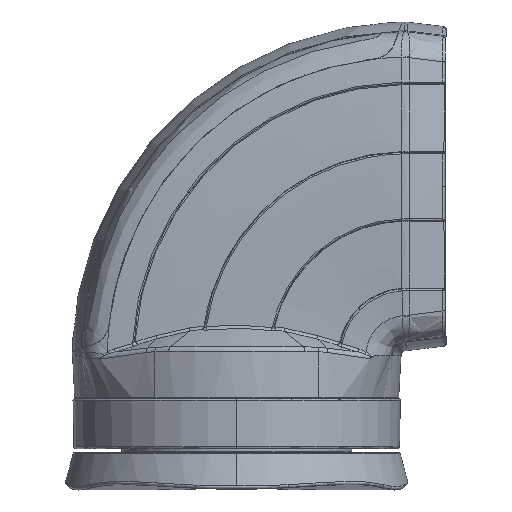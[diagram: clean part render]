
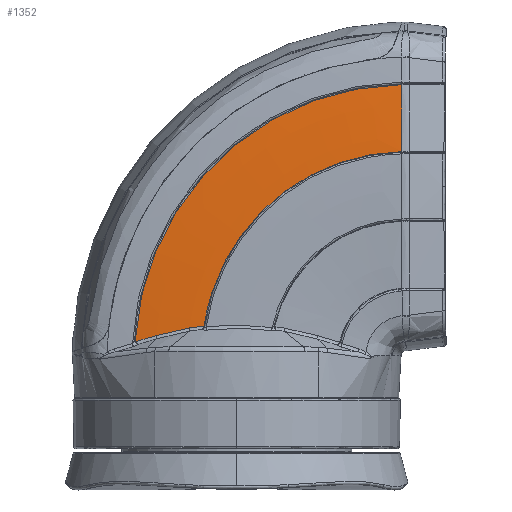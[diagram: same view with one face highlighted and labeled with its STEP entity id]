
A CAD part, left-side view. The second image highlights one B-rep face of the part: STEP entity #1352.
In plain terms, the highlighted toroidal (fillet/blend) face has major radius 67.882 mm and minor radius 403.824 mm.
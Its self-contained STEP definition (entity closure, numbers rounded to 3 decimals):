
#1352 = ADVANCED_FACE ( 'NONE', ( #118108 ), #90852, .T. ) ;
#2818 = CARTESIAN_POINT ( 'NONE',  ( -18.718, 79.594, 144.578 ) ) ;
#3922 = CARTESIAN_POINT ( 'NONE',  ( -20.524, -8.197, 218.36 ) ) ;
#4370 = VERTEX_POINT ( 'NONE', #21776 ) ;
#5297 = CARTESIAN_POINT ( 'NONE',  ( -18.718, 79.594, 144.578 ) ) ;
#6171 = CARTESIAN_POINT ( 'NONE',  ( 383.058, -28.751, 138.989 ) ) ;
#8391 = EDGE_CURVE ( 'NONE', #4370, #53823, #120253, .T. ) ;
#8482 = CARTESIAN_POINT ( 'NONE',  ( -20.523, 52.252, 150.849 ) ) ;
#11647 = CARTESIAN_POINT ( 'NONE',  ( -20.072, 62.599, 149.378 ) ) ;
#12453 = EDGE_CURVE ( 'NONE', #59779, #70057, #111370, .T. ) ;
#12875 = CARTESIAN_POINT ( 'NONE',  ( -20.524, 40.856, 182.314 ) ) ;
#13310 = CARTESIAN_POINT ( 'NONE',  ( -20.524, 45.434, 173.902 ) ) ;
#14748 = ORIENTED_EDGE ( 'NONE', *, *, #121532, .F. ) ;
#15059 = B_SPLINE_CURVE_WITH_KNOTS ( 'NONE', 3,
 ( #92317, #71682, #51024, #19636 ),
 .UNSPECIFIED., .F., .F.,
 ( 4, 4 ),
 ( 0., 0.009 ),
 .UNSPECIFIED. ) ;
#15277 = EDGE_CURVE ( 'NONE', #82859, #59779, #82249, .T. ) ;
#16411 = B_SPLINE_CURVE_WITH_KNOTS ( 'NONE', 3,
 ( #82483, #106661, #33053, #3922, #74822, #65842, #23216, #75709, #33481, #74393, #106196, #85531, #12875, #13310, #44724, #115180, #85965, #116495 ),
 .UNSPECIFIED., .F., .F.,
 ( 4, 2, 2, 2, 2, 2, 2, 2, 4 ),
 ( 0., 0.124, 0.248, 0.372, 0.495, 0.619, 0.743, 0.867, 0.991 ),
 .UNSPECIFIED. ) ;
#16780 = CARTESIAN_POINT ( 'NONE',  ( -20.286, 58.099, 150.074 ) ) ;
#19636 = CARTESIAN_POINT ( 'NONE',  ( -18.718, 79.594, 144.578 ) ) ;
#20815 = CARTESIAN_POINT ( 'NONE',  ( -19.45, 71.371, 147.048 ) ) ;
#21776 = CARTESIAN_POINT ( 'NONE',  ( -20.523, 52.252, 150.849 ) ) ;
#23216 = CARTESIAN_POINT ( 'NONE',  ( -20.524, 9.657, 211.426 ) ) ;
#25789 = ORIENTED_EDGE ( 'NONE', *, *, #12453, .F. ) ;
#26584 = B_SPLINE_CURVE_WITH_KNOTS ( 'NONE', 3,
 ( #30949, #11647, #31387, #103234 ),
 .UNSPECIFIED., .F., .F.,
 ( 4, 4 ),
 ( 0., 0.014 ),
 .UNSPECIFIED. ) ;
#28902 = VERTEX_POINT ( 'NONE', #20815 ) ;
#28968 = CARTESIAN_POINT ( 'NONE',  ( -20.524, 52.212, 151.001 ) ) ;
#30949 = CARTESIAN_POINT ( 'NONE',  ( -20.286, 58.099, 150.074 ) ) ;
#31387 = CARTESIAN_POINT ( 'NONE',  ( -19.792, 67.022, 148.365 ) ) ;
#31918 = EDGE_CURVE ( 'NONE', #99128, #4370, #59950, .T. ) ;
#32871 = CARTESIAN_POINT ( 'NONE',  ( -18.71, 79.667, 144.701 ) ) ;
#33053 = CARTESIAN_POINT ( 'NONE',  ( -20.524, -17.593, 220.215 ) ) ;
#33481 = CARTESIAN_POINT ( 'NONE',  ( -20.524, 21.715, 203.607 ) ) ;
#36934 = AXIS2_PLACEMENT_3D ( 'NONE', #47425, #131311, #110234 ) ;
#37053 = CARTESIAN_POINT ( 'NONE',  ( -18.695, -27.154, 247.696 ) ) ;
#37537 = DIRECTION ( 'NONE',  ( 0., 0., 1. ) ) ;
#40477 = CARTESIAN_POINT ( 'NONE',  ( -18.695, 79.779, 145.394 ) ) ;
#42000 = ORIENTED_EDGE ( 'NONE', *, *, #111890, .F. ) ;
#43197 = CARTESIAN_POINT ( 'NONE',  ( -18.697, 79.777, 145.111 ) ) ;
#44724 = CARTESIAN_POINT ( 'NONE',  ( -20.524, 47.352, 169.495 ) ) ;
#45513 = EDGE_CURVE ( 'NONE', #28902, #82859, #15059, .T. ) ;
#47425 = CARTESIAN_POINT ( 'NONE',  ( -18.695, -28.751, 138.989 ) ) ;
#47440 = DIRECTION ( 'NONE',  ( -1., 0., 0. ) ) ;
#48737 = CARTESIAN_POINT ( 'NONE',  ( -19.603, -27.155, 238.761 ) ) ;
#50983 = CARTESIAN_POINT ( 'NONE',  ( -20.524, 52.215, 150.986 ) ) ;
#51024 = CARTESIAN_POINT ( 'NONE',  ( -18.991, 76.854, 145.394 ) ) ;
#53592 = CARTESIAN_POINT ( 'NONE',  ( -18.695, 79.788, 145.251 ) ) ;
#53823 = VERTEX_POINT ( 'NONE', #16780 ) ;
#54463 = ORIENTED_EDGE ( 'NONE', *, *, #31918, .F. ) ;
#57277 = CARTESIAN_POINT ( 'NONE',  ( -18.695, -27.154, 247.696 ) ) ;
#57754 = CARTESIAN_POINT ( 'NONE',  ( -20.213, -27.157, 229.799 ) ) ;
#59779 = VERTEX_POINT ( 'NONE', #40477 ) ;
#59950 = B_SPLINE_CURVE_WITH_KNOTS ( 'NONE', 3,
 ( #28968, #50983, #122777, #60457, #81034, #100812, #133081 ),
 .UNSPECIFIED., .F., .F.,
 ( 4, 3, 4 ),
 ( 0., 0., 0. ),
 .UNSPECIFIED. ) ;
#60457 = CARTESIAN_POINT ( 'NONE',  ( -20.523, 52.223, 150.955 ) ) ;
#65842 = CARTESIAN_POINT ( 'NONE',  ( -20.524, 5.346, 213.552 ) ) ;
#68074 = ORIENTED_EDGE ( 'NONE', *, *, #15277, .F. ) ;
#70057 = VERTEX_POINT ( 'NONE', #57277 ) ;
#71682 = CARTESIAN_POINT ( 'NONE',  ( -19.234, 74.113, 146.219 ) ) ;
#73498 = ORIENTED_EDGE ( 'NONE', *, *, #8391, .F. ) ;
#74393 = CARTESIAN_POINT ( 'NONE',  ( -20.524, 28.905, 197.281 ) ) ;
#74822 = CARTESIAN_POINT ( 'NONE',  ( -20.524, -3.581, 217.019 ) ) ;
#75709 = CARTESIAN_POINT ( 'NONE',  ( -20.524, 17.841, 206.453 ) ) ;
#76362 = AXIS2_PLACEMENT_3D ( 'NONE', #6171, #47440, #37537 ) ;
#78797 = CARTESIAN_POINT ( 'NONE',  ( -20.524, -27.159, 220.823 ) ) ;
#80265 = CARTESIAN_POINT ( 'NONE',  ( -20.457, 54.207, 150.634 ) ) ;
#81034 = CARTESIAN_POINT ( 'NONE',  ( -20.523, 52.231, 150.919 ) ) ;
#81464 = ORIENTED_EDGE ( 'NONE', *, *, #84535, .T. ) ;
#82249 = B_SPLINE_CURVE_WITH_KNOTS ( 'NONE', 3,
 ( #2818, #32871, #104692, #43197, #53592, #125336 ),
 .UNSPECIFIED., .F., .F.,
 ( 4, 2, 4 ),
 ( 0., 0., 0.001 ),
 .UNSPECIFIED. ) ;
#82483 = CARTESIAN_POINT ( 'NONE',  ( -20.524, -27.159, 220.823 ) ) ;
#82859 = VERTEX_POINT ( 'NONE', #5297 ) ;
#83768 = CARTESIAN_POINT ( 'NONE',  ( -20.524, -27.159, 220.823 ) ) ;
#84535 = EDGE_CURVE ( 'NONE', #117503, #70057, #120646, .T. ) ;
#85531 = CARTESIAN_POINT ( 'NONE',  ( -20.524, 38.198, 186.319 ) ) ;
#85965 = CARTESIAN_POINT ( 'NONE',  ( -20.524, 51.509, 155.738 ) ) ;
#88197 = EDGE_LOOP ( 'NONE', ( #102403, #42000, #73498, #54463, #14748, #81464, #25789, #68074 ) ) ;
#90852 = TOROIDAL_SURFACE ( 'NONE', #76362, 67.882, 403.824 ) ;
#92317 = CARTESIAN_POINT ( 'NONE',  ( -19.45, 71.371, 147.048 ) ) ;
#93780 = CARTESIAN_POINT ( 'NONE',  ( -20.378, 56.156, 150.374 ) ) ;
#99128 = VERTEX_POINT ( 'NONE', #129256 ) ;
#100812 = CARTESIAN_POINT ( 'NONE',  ( -20.523, 52.241, 150.884 ) ) ;
#102403 = ORIENTED_EDGE ( 'NONE', *, *, #45513, .F. ) ;
#103234 = CARTESIAN_POINT ( 'NONE',  ( -19.45, 71.371, 147.048 ) ) ;
#104692 = CARTESIAN_POINT ( 'NONE',  ( -18.705, 79.717, 144.837 ) ) ;
#106196 = CARTESIAN_POINT ( 'NONE',  ( -20.524, 32.222, 193.803 ) ) ;
#106256 = CARTESIAN_POINT ( 'NONE',  ( -20.286, 58.099, 150.074 ) ) ;
#106661 = CARTESIAN_POINT ( 'NONE',  ( -20.524, -22.372, 220.73 ) ) ;
#110234 = DIRECTION ( 'NONE',  ( 0., 0., 1. ) ) ;
#111370 = CIRCLE ( 'NONE', #36934, 108.719 ) ;
#111890 = EDGE_CURVE ( 'NONE', #53823, #28902, #26584, .T. ) ;
#115180 = CARTESIAN_POINT ( 'NONE',  ( -20.524, 50.39, 160.413 ) ) ;
#116495 = CARTESIAN_POINT ( 'NONE',  ( -20.524, 52.212, 151.001 ) ) ;
#117503 = VERTEX_POINT ( 'NONE', #83768 ) ;
#118108 = FACE_OUTER_BOUND ( 'NONE', #88197, .T. ) ;
#120253 = B_SPLINE_CURVE_WITH_KNOTS ( 'NONE', 3,
 ( #8482, #80265, #93780, #106256 ),
 .UNSPECIFIED., .F., .F.,
 ( 4, 4 ),
 ( 0., 0.006 ),
 .UNSPECIFIED. ) ;
#120646 = B_SPLINE_CURVE_WITH_KNOTS ( 'NONE', 3,
 ( #78797, #57754, #48737, #37053 ),
 .UNSPECIFIED., .F., .F.,
 ( 4, 4 ),
 ( 0., 0.027 ),
 .UNSPECIFIED. ) ;
#121532 = EDGE_CURVE ( 'NONE', #117503, #99128, #16411, .T. ) ;
#122777 = CARTESIAN_POINT ( 'NONE',  ( -20.524, 52.219, 150.97 ) ) ;
#125336 = CARTESIAN_POINT ( 'NONE',  ( -18.695, 79.779, 145.394 ) ) ;
#129256 = CARTESIAN_POINT ( 'NONE',  ( -20.524, 52.212, 151.001 ) ) ;
#131311 = DIRECTION ( 'NONE',  ( 1., 0., 0. ) ) ;
#133081 = CARTESIAN_POINT ( 'NONE',  ( -20.523, 52.252, 150.849 ) ) ;
